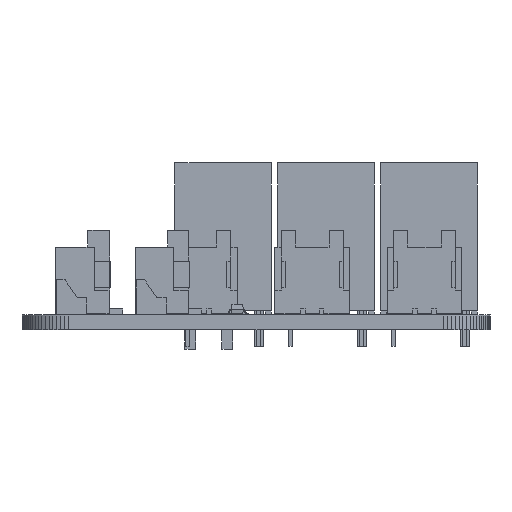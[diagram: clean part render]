
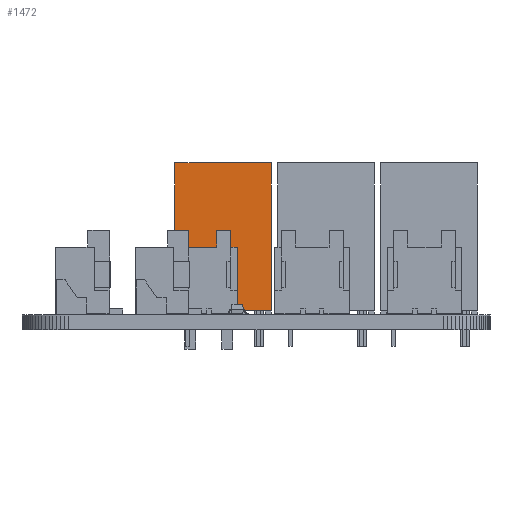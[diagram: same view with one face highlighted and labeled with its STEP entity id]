
A CAD part, left-side view. The second image highlights one B-rep face of the part: STEP entity #1472.
In plain terms, the highlighted planar face has unit normal (-1, 0, 0).
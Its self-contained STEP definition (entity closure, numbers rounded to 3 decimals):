
#197 = PLANE('',#198);
#198 = AXIS2_PLACEMENT_3D('',#199,#200,#201);
#199 = CARTESIAN_POINT('',(-1.33,16.2,-8.96));
#200 = DIRECTION('',(0.,0.,1.));
#201 = DIRECTION('',(1.,0.,-0.));
#223 = PLANE('',#224);
#224 = AXIS2_PLACEMENT_3D('',#225,#226,#227);
#225 = CARTESIAN_POINT('',(-1.33,0.4,1.34));
#226 = DIRECTION('',(0.,1.,0.));
#227 = DIRECTION('',(0.,-0.,1.));
#421 = VERTEX_POINT('',#422);
#422 = CARTESIAN_POINT('',(-1.33,0.4,-8.96));
#443 = EDGE_CURVE('',#444,#421,#446,.T.);
#444 = VERTEX_POINT('',#445);
#445 = CARTESIAN_POINT('',(-1.33,16.2,-8.96));
#446 = SURFACE_CURVE('',#447,(#451,#458),.PCURVE_S1.);
#447 = LINE('',#448,#449);
#448 = CARTESIAN_POINT('',(-1.33,16.2,-8.96));
#449 = VECTOR('',#450,1.);
#450 = DIRECTION('',(0.,-1.,0.));
#451 = PCURVE('',#197,#452);
#452 = DEFINITIONAL_REPRESENTATION('',(#453),#457);
#453 = LINE('',#454,#455);
#454 = CARTESIAN_POINT('',(0.,0.));
#455 = VECTOR('',#456,1.);
#456 = DIRECTION('',(0.,-1.));
#457 = ( GEOMETRIC_REPRESENTATION_CONTEXT(2) 
PARAMETRIC_REPRESENTATION_CONTEXT() REPRESENTATION_CONTEXT('2D SPACE',''
  ) );
#458 = PCURVE('',#459,#464);
#459 = PLANE('',#460);
#460 = AXIS2_PLACEMENT_3D('',#461,#462,#463);
#461 = CARTESIAN_POINT('',(-1.33,16.2,-8.96));
#462 = DIRECTION('',(1.,0.,0.));
#463 = DIRECTION('',(0.,0.,-1.));
#464 = DEFINITIONAL_REPRESENTATION('',(#465),#469);
#465 = LINE('',#466,#467);
#466 = CARTESIAN_POINT('',(0.,0.));
#467 = VECTOR('',#468,1.);
#468 = DIRECTION('',(0.,-1.));
#469 = ( GEOMETRIC_REPRESENTATION_CONTEXT(2) 
PARAMETRIC_REPRESENTATION_CONTEXT() REPRESENTATION_CONTEXT('2D SPACE',''
  ) );
#487 = PLANE('',#488);
#488 = AXIS2_PLACEMENT_3D('',#489,#490,#491);
#489 = CARTESIAN_POINT('',(-1.33,16.2,1.34));
#490 = DIRECTION('',(0.,1.,0.));
#491 = DIRECTION('',(0.,-0.,1.));
#966 = PLANE('',#967);
#967 = AXIS2_PLACEMENT_3D('',#968,#969,#970);
#968 = CARTESIAN_POINT('',(-1.33,16.2,1.34));
#969 = DIRECTION('',(0.,0.,-1.));
#970 = DIRECTION('',(-1.,0.,0.));
#1170 = VERTEX_POINT('',#1171);
#1171 = CARTESIAN_POINT('',(-1.33,0.4,1.34));
#1192 = EDGE_CURVE('',#421,#1170,#1193,.T.);
#1193 = SURFACE_CURVE('',#1194,(#1198,#1205),.PCURVE_S1.);
#1194 = LINE('',#1195,#1196);
#1195 = CARTESIAN_POINT('',(-1.33,0.4,-8.96));
#1196 = VECTOR('',#1197,1.);
#1197 = DIRECTION('',(0.,0.,1.));
#1198 = PCURVE('',#223,#1199);
#1199 = DEFINITIONAL_REPRESENTATION('',(#1200),#1204);
#1200 = LINE('',#1201,#1202);
#1201 = CARTESIAN_POINT('',(-10.3,0.));
#1202 = VECTOR('',#1203,1.);
#1203 = DIRECTION('',(1.,0.));
#1204 = ( GEOMETRIC_REPRESENTATION_CONTEXT(2) 
PARAMETRIC_REPRESENTATION_CONTEXT() REPRESENTATION_CONTEXT('2D SPACE',''
  ) );
#1205 = PCURVE('',#459,#1206);
#1206 = DEFINITIONAL_REPRESENTATION('',(#1207),#1211);
#1207 = LINE('',#1208,#1209);
#1208 = CARTESIAN_POINT('',(0.,-15.8));
#1209 = VECTOR('',#1210,1.);
#1210 = DIRECTION('',(-1.,0.));
#1211 = ( GEOMETRIC_REPRESENTATION_CONTEXT(2) 
PARAMETRIC_REPRESENTATION_CONTEXT() REPRESENTATION_CONTEXT('2D SPACE',''
  ) );
#1472 = ADVANCED_FACE('',(#1473),#459,.F.);
#1473 = FACE_BOUND('',#1474,.T.);
#1474 = EDGE_LOOP('',(#1475,#1476,#1499,#1520));
#1475 = ORIENTED_EDGE('',*,*,#1192,.T.);
#1476 = ORIENTED_EDGE('',*,*,#1477,.F.);
#1477 = EDGE_CURVE('',#1478,#1170,#1480,.T.);
#1478 = VERTEX_POINT('',#1479);
#1479 = CARTESIAN_POINT('',(-1.33,16.2,1.34));
#1480 = SURFACE_CURVE('',#1481,(#1485,#1492),.PCURVE_S1.);
#1481 = LINE('',#1482,#1483);
#1482 = CARTESIAN_POINT('',(-1.33,16.2,1.34));
#1483 = VECTOR('',#1484,1.);
#1484 = DIRECTION('',(0.,-1.,0.));
#1485 = PCURVE('',#459,#1486);
#1486 = DEFINITIONAL_REPRESENTATION('',(#1487),#1491);
#1487 = LINE('',#1488,#1489);
#1488 = CARTESIAN_POINT('',(-10.3,0.));
#1489 = VECTOR('',#1490,1.);
#1490 = DIRECTION('',(0.,-1.));
#1491 = ( GEOMETRIC_REPRESENTATION_CONTEXT(2) 
PARAMETRIC_REPRESENTATION_CONTEXT() REPRESENTATION_CONTEXT('2D SPACE',''
  ) );
#1492 = PCURVE('',#966,#1493);
#1493 = DEFINITIONAL_REPRESENTATION('',(#1494),#1498);
#1494 = LINE('',#1495,#1496);
#1495 = CARTESIAN_POINT('',(0.,0.));
#1496 = VECTOR('',#1497,1.);
#1497 = DIRECTION('',(0.,-1.));
#1498 = ( GEOMETRIC_REPRESENTATION_CONTEXT(2) 
PARAMETRIC_REPRESENTATION_CONTEXT() REPRESENTATION_CONTEXT('2D SPACE',''
  ) );
#1499 = ORIENTED_EDGE('',*,*,#1500,.F.);
#1500 = EDGE_CURVE('',#444,#1478,#1501,.T.);
#1501 = SURFACE_CURVE('',#1502,(#1506,#1513),.PCURVE_S1.);
#1502 = LINE('',#1503,#1504);
#1503 = CARTESIAN_POINT('',(-1.33,16.2,-8.96));
#1504 = VECTOR('',#1505,1.);
#1505 = DIRECTION('',(0.,0.,1.));
#1506 = PCURVE('',#459,#1507);
#1507 = DEFINITIONAL_REPRESENTATION('',(#1508),#1512);
#1508 = LINE('',#1509,#1510);
#1509 = CARTESIAN_POINT('',(0.,0.));
#1510 = VECTOR('',#1511,1.);
#1511 = DIRECTION('',(-1.,0.));
#1512 = ( GEOMETRIC_REPRESENTATION_CONTEXT(2) 
PARAMETRIC_REPRESENTATION_CONTEXT() REPRESENTATION_CONTEXT('2D SPACE',''
  ) );
#1513 = PCURVE('',#487,#1514);
#1514 = DEFINITIONAL_REPRESENTATION('',(#1515),#1519);
#1515 = LINE('',#1516,#1517);
#1516 = CARTESIAN_POINT('',(-10.3,0.));
#1517 = VECTOR('',#1518,1.);
#1518 = DIRECTION('',(1.,0.));
#1519 = ( GEOMETRIC_REPRESENTATION_CONTEXT(2) 
PARAMETRIC_REPRESENTATION_CONTEXT() REPRESENTATION_CONTEXT('2D SPACE',''
  ) );
#1520 = ORIENTED_EDGE('',*,*,#443,.T.);
